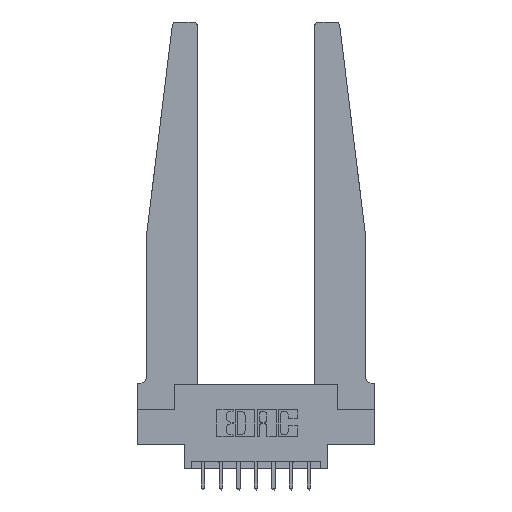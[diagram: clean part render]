
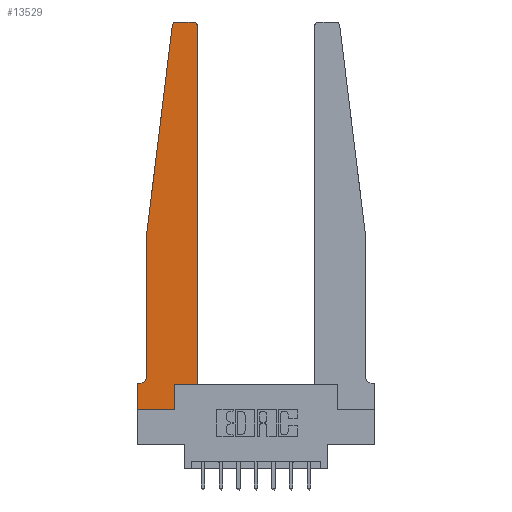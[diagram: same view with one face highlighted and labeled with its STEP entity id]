
A CAD part, top view. The second image highlights one B-rep face of the part: STEP entity #13529.
In plain terms, the highlighted planar face has unit normal (0, 0, 1).
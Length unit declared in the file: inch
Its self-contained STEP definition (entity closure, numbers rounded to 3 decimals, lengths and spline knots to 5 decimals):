
#169 = VECTOR ( 'NONE', #7315, 39.37008 ) ;
#265 = ORIENTED_EDGE ( 'NONE', *, *, #14571, .T. ) ;
#331 = CARTESIAN_POINT ( 'NONE',  ( 0.015, 0.2375, 0.37 ) ) ;
#684 = DIRECTION ( 'NONE',  ( 0., 0., 1. ) ) ;
#852 = DIRECTION ( 'NONE',  ( 1., 0., 0. ) ) ;
#1112 = EDGE_CURVE ( 'NONE', #5912, #5416, #10808, .T. ) ;
#1404 = LINE ( 'NONE', #6309, #11684 ) ;
#1468 = CARTESIAN_POINT ( 'NONE',  ( 0.015, 0.1875, 0.37 ) ) ;
#1781 = CARTESIAN_POINT ( 'NONE',  ( 0., 0.1875, 0.37 ) ) ;
#1813 = EDGE_CURVE ( 'NONE', #3111, #5912, #3595, .T. ) ;
#2175 = CARTESIAN_POINT ( 'NONE',  ( 0.065, 0.2375, 0.37 ) ) ;
#2206 = AXIS2_PLACEMENT_3D ( 'NONE', #10840, #9805, #2978 ) ;
#2612 = ORIENTED_EDGE ( 'NONE', *, *, #13820, .T. ) ;
#2942 = VECTOR ( 'NONE', #9319, 39.37008 ) ;
#2978 = DIRECTION ( 'NONE',  ( 1., 0., 0. ) ) ;
#3111 = VERTEX_POINT ( 'NONE', #14405 ) ;
#3554 = LINE ( 'NONE', #13634, #14087 ) ;
#3577 = LINE ( 'NONE', #14005, #11292 ) ;
#3595 = LINE ( 'NONE', #12913, #2942 ) ;
#3825 = VERTEX_POINT ( 'NONE', #13311 ) ;
#3860 = FACE_OUTER_BOUND ( 'NONE', #8106, .T. ) ;
#3886 = DIRECTION ( 'NONE',  ( -0.122, -0.992, 0. ) ) ;
#4297 = CARTESIAN_POINT ( 'NONE',  ( 0., 0., 0.37 ) ) ;
#4317 = ORIENTED_EDGE ( 'NONE', *, *, #6213, .T. ) ;
#4325 = DIRECTION ( 'NONE',  ( 0., 0., 1. ) ) ;
#4694 = ORIENTED_EDGE ( 'NONE', *, *, #13453, .T. ) ;
#4927 = LINE ( 'NONE', #13884, #10298 ) ;
#4982 = CARTESIAN_POINT ( 'NONE',  ( 0.25, 2.75, 0.37 ) ) ;
#4998 = CARTESIAN_POINT ( 'NONE',  ( 0., 0., 0.37 ) ) ;
#5270 = LINE ( 'NONE', #4297, #11491 ) ;
#5316 = CARTESIAN_POINT ( 'NONE',  ( 0.27653, 2.75, 0.37 ) ) ;
#5416 = VERTEX_POINT ( 'NONE', #1468 ) ;
#5912 = VERTEX_POINT ( 'NONE', #2175 ) ;
#6213 = EDGE_CURVE ( 'NONE', #3825, #3111, #6283, .T. ) ;
#6283 = LINE ( 'NONE', #11828, #7454 ) ;
#6309 = CARTESIAN_POINT ( 'NONE',  ( 0.425, 0.18, 0.37 ) ) ;
#6333 = EDGE_CURVE ( 'NONE', #14530, #7581, #10258, .T. ) ;
#6763 = VECTOR ( 'NONE', #14548, 39.37008 ) ;
#6780 = EDGE_CURVE ( 'NONE', #12390, #3825, #11925, .T. ) ;
#6934 = VERTEX_POINT ( 'NONE', #10310 ) ;
#6972 = EDGE_CURVE ( 'NONE', #11549, #8864, #1404, .T. ) ;
#7178 = DIRECTION ( 'NONE',  ( 0., 1., 0. ) ) ;
#7315 = DIRECTION ( 'NONE',  ( -1., 0., 0. ) ) ;
#7419 = EDGE_CURVE ( 'NONE', #11450, #12642, #8808, .T. ) ;
#7454 = VECTOR ( 'NONE', #3886, 39.37008 ) ;
#7581 = VERTEX_POINT ( 'NONE', #11813 ) ;
#7632 = CARTESIAN_POINT ( 'NONE',  ( 0., 0., 0.37 ) ) ;
#7691 = ORIENTED_EDGE ( 'NONE', *, *, #6333, .T. ) ;
#7843 = ORIENTED_EDGE ( 'NONE', *, *, #1112, .T. ) ;
#8106 = EDGE_LOOP ( 'NONE', ( #4694, #10553, #4317, #8228, #7843, #2612, #11607, #13402, #265, #10919, #13855, #7691 ) ) ;
#8228 = ORIENTED_EDGE ( 'NONE', *, *, #1813, .T. ) ;
#8600 = DIRECTION ( 'NONE',  ( 1., 0., 0. ) ) ;
#8808 = LINE ( 'NONE', #7632, #6763 ) ;
#8864 = VERTEX_POINT ( 'NONE', #11644 ) ;
#8977 = CARTESIAN_POINT ( 'NONE',  ( 0.2605, 0., 0.37 ) ) ;
#9004 = EDGE_CURVE ( 'NONE', #6934, #11450, #5270, .T. ) ;
#9244 = DIRECTION ( 'NONE',  ( -1., 0., 0. ) ) ;
#9319 = DIRECTION ( 'NONE',  ( 0., -1., 0. ) ) ;
#9805 = DIRECTION ( 'NONE',  ( 0., 0., 1. ) ) ;
#9945 = DIRECTION ( 'NONE',  ( 0., -1., 0. ) ) ;
#10258 = CIRCLE ( 'NONE', #11201, 0.03 ) ;
#10298 = VECTOR ( 'NONE', #7178, 39.37008 ) ;
#10310 = CARTESIAN_POINT ( 'NONE',  ( 0., 0.1875, 0.37 ) ) ;
#10553 = ORIENTED_EDGE ( 'NONE', *, *, #6780, .T. ) ;
#10808 = CIRCLE ( 'NONE', #11529, 0.05 ) ;
#10840 = CARTESIAN_POINT ( 'NONE',  ( 0.27653, 2.72, 0.37 ) ) ;
#10919 = ORIENTED_EDGE ( 'NONE', *, *, #6972, .T. ) ;
#11201 = AXIS2_PLACEMENT_3D ( 'NONE', #13359, #4325, #852 ) ;
#11292 = VECTOR ( 'NONE', #13129, 39.37008 ) ;
#11450 = VERTEX_POINT ( 'NONE', #4998 ) ;
#11490 = DIRECTION ( 'NONE',  ( -1., 0., 0. ) ) ;
#11491 = VECTOR ( 'NONE', #9945, 39.37008 ) ;
#11529 = AXIS2_PLACEMENT_3D ( 'NONE', #331, #11593, #9244 ) ;
#11549 = VERTEX_POINT ( 'NONE', #11746 ) ;
#11593 = DIRECTION ( 'NONE',  ( 0., 0., -1. ) ) ;
#11607 = ORIENTED_EDGE ( 'NONE', *, *, #9004, .T. ) ;
#11644 = CARTESIAN_POINT ( 'NONE',  ( 0.425, 0.18, 0.37 ) ) ;
#11684 = VECTOR ( 'NONE', #8600, 39.37008 ) ;
#11746 = CARTESIAN_POINT ( 'NONE',  ( 0.2605, 0.18, 0.37 ) ) ;
#11813 = CARTESIAN_POINT ( 'NONE',  ( 0.395, 2.75, 0.37 ) ) ;
#11828 = CARTESIAN_POINT ( 'NONE',  ( 0.065, 1.25, 0.37 ) ) ;
#11925 = CIRCLE ( 'NONE', #2206, 0.03 ) ;
#11950 = PLANE ( 'NONE',  #11987 ) ;
#11987 = AXIS2_PLACEMENT_3D ( 'NONE', #1781, #684, #14223 ) ;
#12390 = VERTEX_POINT ( 'NONE', #5316 ) ;
#12642 = VERTEX_POINT ( 'NONE', #8977 ) ;
#12699 = EDGE_CURVE ( 'NONE', #8864, #14530, #4927, .T. ) ;
#12913 = CARTESIAN_POINT ( 'NONE',  ( 0.065, 1.25, 0.37 ) ) ;
#13129 = DIRECTION ( 'NONE',  ( 0., 1., 0. ) ) ;
#13311 = CARTESIAN_POINT ( 'NONE',  ( 0.24675, 2.72367, 0.37 ) ) ;
#13359 = CARTESIAN_POINT ( 'NONE',  ( 0.395, 2.72, 0.37 ) ) ;
#13402 = ORIENTED_EDGE ( 'NONE', *, *, #7419, .T. ) ;
#13453 = EDGE_CURVE ( 'NONE', #7581, #12390, #14156, .T. ) ;
#13529 = ADVANCED_FACE ( 'NONE', ( #3860 ), #11950, .T. ) ;
#13634 = CARTESIAN_POINT ( 'NONE',  ( 0.065, 0.1875, 0.37 ) ) ;
#13820 = EDGE_CURVE ( 'NONE', #5416, #6934, #3554, .T. ) ;
#13855 = ORIENTED_EDGE ( 'NONE', *, *, #12699, .T. ) ;
#13871 = CARTESIAN_POINT ( 'NONE',  ( 0.425, 2.72, 0.37 ) ) ;
#13884 = CARTESIAN_POINT ( 'NONE',  ( 0.425, 0.18, 0.37 ) ) ;
#14005 = CARTESIAN_POINT ( 'NONE',  ( 0.2605, 0.18, 0.37 ) ) ;
#14087 = VECTOR ( 'NONE', #11490, 39.37008 ) ;
#14156 = LINE ( 'NONE', #4982, #169 ) ;
#14223 = DIRECTION ( 'NONE',  ( 1., 0., 0. ) ) ;
#14405 = CARTESIAN_POINT ( 'NONE',  ( 0.065, 1.25, 0.37 ) ) ;
#14530 = VERTEX_POINT ( 'NONE', #13871 ) ;
#14548 = DIRECTION ( 'NONE',  ( 1., 0., 0. ) ) ;
#14571 = EDGE_CURVE ( 'NONE', #12642, #11549, #3577, .T. ) ;
